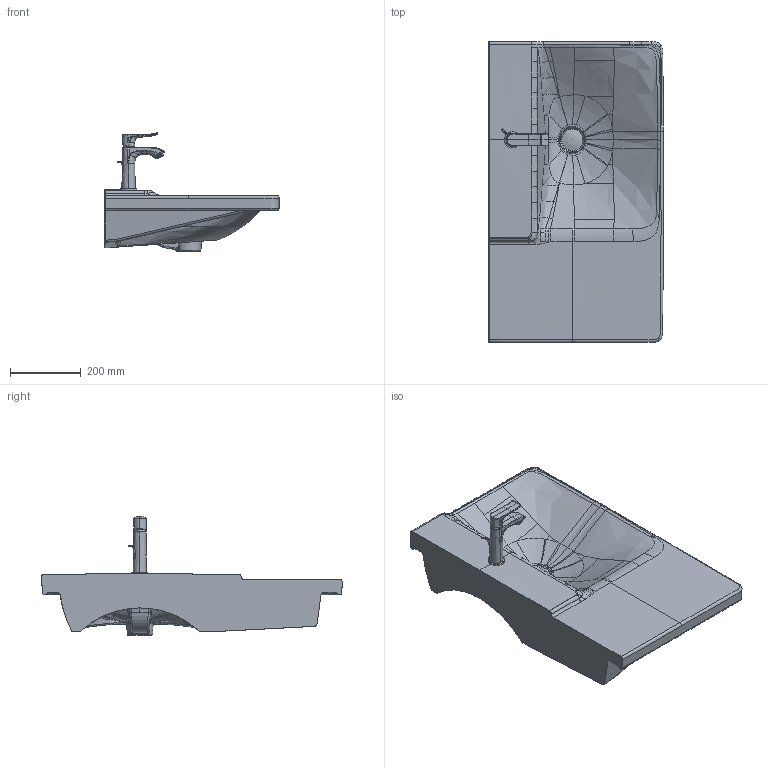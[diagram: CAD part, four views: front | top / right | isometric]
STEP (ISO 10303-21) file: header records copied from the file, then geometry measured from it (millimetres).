
FILE_DESCRIPTION((''),'2;1');
FILE_NAME('233485.stp','2015-11-10T16:22:23',('Administrator'),(''),'Autodesk Inventor 2011','Autodesk Inventor 2011','');
FILE_SCHEMA(('CONFIG_CONTROL_DESIGN'));
Length unit declared in the file: millimetre
Products named in the file (14): 233485; WT-Armatur HANSGROHE METRIS; Gehäuse; Rosette Citerio; Griff_HWB_Metris; Griffstopfen; Zugstange Griff; Rosette Talis; Neoperl Strahler; Strahlreglerhuelse; Strahler; Kelch; Stopfen
Assembly tree (13 placements, depth 4):
  233485
    233485
    WT-Armatur HANSGROHE METRIS
      Gehäuse
      Rosette Citerio
      Griff_HWB_Metris
      Griffstopfen
      Zugstange Griff
      Rosette Talis
      Neoperl Strahler
        Strahlreglerhuelse
        Strahler
    Kelch
    Stopfen
Bounding box: 494.82 x 850.07 x 334.47 mm (x, y, z)
Volume: 17367401.2 mm3; surface area: 1364467.1 mm2
Topology: 11 solids, 11 shells, 1589 faces, 4456 edges, 2880 vertices
Faces by surface type: bspline 651, plane 504, cylinder 336, torus 47, cone 46, sphere 5
Full cylindrical faces by diameter (mm): 4 x1, 5 x1, 5.2 x1, 5.325 x1, 5.4 x1, 8.875 x1, 12.35 x1, 15.75 x1, 16 x1, 17.5 x1, 17.7 x1, 19.97 x1, 20.1 x1, 20.88 x1, 21 x1, 22.5 x2, 24 x2, 25 x2, 31.3 x1, 35 x1, 42 x1, 44 x1, 46 x1, 46.3 x1, 60 x1
Entity records: 145697 total; most frequent: CARTESIAN_POINT 107659, ORIENTED_EDGE 8744, DIRECTION 5770, EDGE_CURVE 4372, VERTEX_POINT 2860, AXIS2_PLACEMENT_3D 2265, B_SPLINE_CURVE_WITH_KNOTS 1774, EDGE_LOOP 1667
